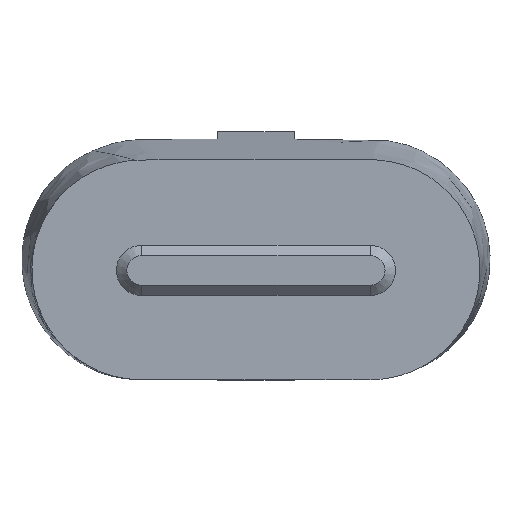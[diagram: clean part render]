
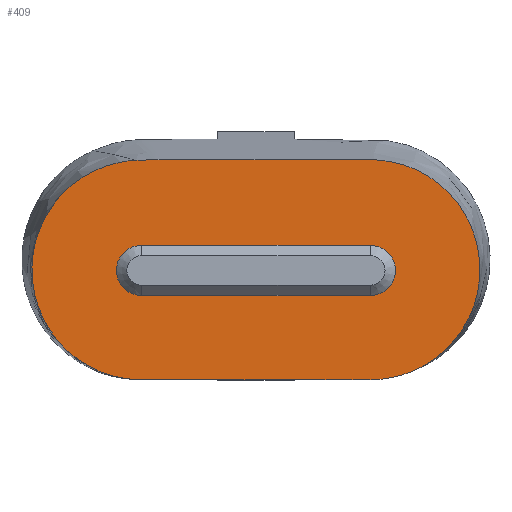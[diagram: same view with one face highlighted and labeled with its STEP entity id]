
A CAD part, top view. The second image highlights one B-rep face of the part: STEP entity #409.
In plain terms, the highlighted planar face has unit normal (0, 0, 1).
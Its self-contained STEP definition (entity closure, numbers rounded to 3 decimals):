
#21=CIRCLE('',#446,2.425);
#22=CIRCLE('',#450,2.425);
#26=FACE_BOUND('',#77,.T.);
#51=FACE_OUTER_BOUND('',#76,.T.);
#76=EDGE_LOOP('',(#355,#356));
#77=EDGE_LOOP('',(#357,#358,#359,#360));
#112=LINE('',#1130,#148);
#114=LINE('',#1137,#150);
#148=VECTOR('',#534,10.);
#150=VECTOR('',#544,10.);
#161=B_SPLINE_CURVE_WITH_KNOTS('',3,(#1014,#1015,#1016,#1017,#1018,#1019,
#1020,#1021,#1022,#1023,#1024,#1025,#1026,#1027,#1028,#1029,#1030,#1031,
#1032,#1033,#1034,#1035,#1036,#1037,#1038,#1039,#1040,#1041,#1042,#1043,
#1044,#1045,#1046,#1047,#1048,#1049,#1050,#1051),.UNSPECIFIED.,.F.,.F.,
(4,2,2,2,2,2,2,2,2,2,2,2,2,2,2,2,2,2,4),(0.097,0.118,
0.284,0.307,1.938,2.356,2.363,
2.364,2.364,2.365,2.777,3.188,
3.6,4.015,4.434,4.855,5.277,
5.546,5.719),.UNSPECIFIED.);
#164=B_SPLINE_CURVE_WITH_KNOTS('',3,(#1139,#1140,#1141,#1142,#1143,#1144,
#1145,#1146,#1147,#1148,#1149,#1150,#1151,#1152,#1153,#1154,#1155,#1156,
#1157,#1158,#1159,#1160,#1161,#1162,#1163,#1164,#1165,#1166,#1167,#1168,
#1169,#1170,#1171,#1172),.UNSPECIFIED.,.F.,.F.,(4,2,2,2,2,2,2,2,2,2,2,2,
2,2,2,2,4),(0.034,0.173,0.818,0.98,
0.981,0.981,0.981,1.15,
1.319,1.487,1.657,1.828,1.999,
2.17,2.277,2.33,2.331),
 .UNSPECIFIED.);
#179=VERTEX_POINT('',#1007);
#180=VERTEX_POINT('',#1013);
#197=VERTEX_POINT('',#1122);
#198=VERTEX_POINT('',#1124);
#199=VERTEX_POINT('',#1128);
#200=VERTEX_POINT('',#1133);
#220=EDGE_CURVE('',#180,#179,#161,.F.);
#249=EDGE_CURVE('',#198,#197,#21,.T.);
#252=EDGE_CURVE('',#197,#199,#112,.T.);
#254=EDGE_CURVE('',#199,#200,#22,.T.);
#255=EDGE_CURVE('',#200,#198,#114,.T.);
#256=EDGE_CURVE('',#179,#180,#164,.F.);
#355=ORIENTED_EDGE('',*,*,#220,.T.);
#356=ORIENTED_EDGE('',*,*,#256,.T.);
#357=ORIENTED_EDGE('',*,*,#252,.T.);
#358=ORIENTED_EDGE('',*,*,#254,.T.);
#359=ORIENTED_EDGE('',*,*,#255,.T.);
#360=ORIENTED_EDGE('',*,*,#249,.T.);
#386=PLANE('',#452);
#409=ADVANCED_FACE('',(#51,#26),#386,.T.);
#446=AXIS2_PLACEMENT_3D('',#1125,#528,#529);
#450=AXIS2_PLACEMENT_3D('',#1135,#540,#541);
#452=AXIS2_PLACEMENT_3D('',#1138,#545,#546);
#528=DIRECTION('center_axis',(0.,0.,
-1.));
#529=DIRECTION('ref_axis',(0.,-1.,0.));
#534=DIRECTION('',(-1.,0.,0.));
#540=DIRECTION('center_axis',(0.,0.,
-1.));
#541=DIRECTION('ref_axis',(0.,1.,0.));
#544=DIRECTION('',(1.,0.,0.));
#545=DIRECTION('center_axis',(0.,0.,
1.));
#546=DIRECTION('ref_axis',(1.,0.,0.));
#1007=CARTESIAN_POINT('',(-11.616,9.231,13.8));
#1013=CARTESIAN_POINT('',(10.919,-12.007,13.8));
#1014=CARTESIAN_POINT('Ctrl Pts',(-11.616,9.231,13.8));
#1015=CARTESIAN_POINT('Ctrl Pts',(-11.541,9.235,13.8));
#1016=CARTESIAN_POINT('Ctrl Pts',(-11.41,9.241,13.8));
#1017=CARTESIAN_POINT('Ctrl Pts',(-10.596,9.276,13.8));
#1018=CARTESIAN_POINT('Ctrl Pts',(-9.958,9.294,13.8));
#1019=CARTESIAN_POINT('Ctrl Pts',(-9.159,9.298,13.8));
#1020=CARTESIAN_POINT('Ctrl Pts',(-9.085,9.298,13.8));
#1021=CARTESIAN_POINT('Ctrl Pts',(-3.673,9.298,13.8));
#1022=CARTESIAN_POINT('Ctrl Pts',(1.662,9.298,13.8));
#1023=CARTESIAN_POINT('Ctrl Pts',(8.363,9.298,13.8));
#1024=CARTESIAN_POINT('Ctrl Pts',(9.728,9.307,13.8));
#1025=CARTESIAN_POINT('Ctrl Pts',(11.117,9.296,13.8));
#1026=CARTESIAN_POINT('Ctrl Pts',(11.141,9.296,13.8));
#1027=CARTESIAN_POINT('Ctrl Pts',(11.168,9.296,13.8));
#1028=CARTESIAN_POINT('Ctrl Pts',(11.172,9.296,13.8));
#1029=CARTESIAN_POINT('Ctrl Pts',(11.177,9.296,13.8));
#1030=CARTESIAN_POINT('Ctrl Pts',(11.178,9.296,13.8));
#1031=CARTESIAN_POINT('Ctrl Pts',(11.18,9.296,13.8));
#1032=CARTESIAN_POINT('Ctrl Pts',(11.182,9.296,13.8));
#1033=CARTESIAN_POINT('Ctrl Pts',(12.557,9.282,13.8));
#1034=CARTESIAN_POINT('Ctrl Pts',(13.914,9.,13.8));
#1035=CARTESIAN_POINT('Ctrl Pts',(16.441,7.936,13.8));
#1036=CARTESIAN_POINT('Ctrl Pts',(17.587,7.165,13.8));
#1037=CARTESIAN_POINT('Ctrl Pts',(19.526,5.227,13.8));
#1038=CARTESIAN_POINT('Ctrl Pts',(20.3,4.077,13.8));
#1039=CARTESIAN_POINT('Ctrl Pts',(21.373,1.538,13.8));
#1040=CARTESIAN_POINT('Ctrl Pts',(21.659,0.171,13.8));
#1041=CARTESIAN_POINT('Ctrl Pts',(21.694,-2.608,13.8));
#1042=CARTESIAN_POINT('Ctrl Pts',(21.438,-3.994,13.8));
#1043=CARTESIAN_POINT('Ctrl Pts',(20.405,-6.597,13.8));
#1044=CARTESIAN_POINT('Ctrl Pts',(19.635,-7.787,13.8));
#1045=CARTESIAN_POINT('Ctrl Pts',(17.676,-9.801,13.8));
#1046=CARTESIAN_POINT('Ctrl Pts',(16.508,-10.604,13.8));
#1047=CARTESIAN_POINT('Ctrl Pts',(14.392,-11.508,13.8));
#1048=CARTESIAN_POINT('Ctrl Pts',(13.527,-11.755,13.8));
#1049=CARTESIAN_POINT('Ctrl Pts',(12.07,-11.975,13.8));
#1050=CARTESIAN_POINT('Ctrl Pts',(11.495,-12.014,13.8));
#1051=CARTESIAN_POINT('Ctrl Pts',(10.919,-12.007,13.8));
#1122=CARTESIAN_POINT('',(11.07,-3.85,13.8));
#1124=CARTESIAN_POINT('',(11.07,1.,13.8));
#1125=CARTESIAN_POINT('Origin',(11.07,-1.425,13.8));
#1128=CARTESIAN_POINT('',(-11.075,-3.85,13.8));
#1130=CARTESIAN_POINT('',(-5.035,-3.85,13.8));
#1133=CARTESIAN_POINT('',(-11.075,1.,13.8));
#1135=CARTESIAN_POINT('Origin',(-11.075,-1.425,13.8));
#1137=CARTESIAN_POINT('',(6.038,1.,13.8));
#1138=CARTESIAN_POINT('Origin',(1.005,-1.75,13.8));
#1139=CARTESIAN_POINT('Ctrl Pts',(10.919,-12.007,13.8));
#1140=CARTESIAN_POINT('Ctrl Pts',(10.406,-12.,13.8));
#1141=CARTESIAN_POINT('Ctrl Pts',(9.748,-12.,13.8));
#1142=CARTESIAN_POINT('Ctrl Pts',(3.382,-12.,13.8));
#1143=CARTESIAN_POINT('Ctrl Pts',(-1.857,-12.,13.8));
#1144=CARTESIAN_POINT('Ctrl Pts',(-8.412,-12.,13.8));
#1145=CARTESIAN_POINT('Ctrl Pts',(-9.729,-12.,13.8));
#1146=CARTESIAN_POINT('Ctrl Pts',(-11.052,-12.,13.8));
#1147=CARTESIAN_POINT('Ctrl Pts',(-11.059,-12.,13.8));
#1148=CARTESIAN_POINT('Ctrl Pts',(-11.068,-12.,13.8));
#1149=CARTESIAN_POINT('Ctrl Pts',(-11.07,-12.,13.8));
#1150=CARTESIAN_POINT('Ctrl Pts',(-11.073,-12.,13.8));
#1151=CARTESIAN_POINT('Ctrl Pts',(-11.074,-12.,13.8));
#1152=CARTESIAN_POINT('Ctrl Pts',(-12.448,-12.,13.8));
#1153=CARTESIAN_POINT('Ctrl Pts',(-13.808,-11.732,13.8));
#1154=CARTESIAN_POINT('Ctrl Pts',(-16.344,-10.695,13.8));
#1155=CARTESIAN_POINT('Ctrl Pts',(-17.497,-9.938,13.8));
#1156=CARTESIAN_POINT('Ctrl Pts',(-19.454,-8.027,13.8));
#1157=CARTESIAN_POINT('Ctrl Pts',(-20.24,-6.89,13.8));
#1158=CARTESIAN_POINT('Ctrl Pts',(-21.341,-4.374,13.8));
#1159=CARTESIAN_POINT('Ctrl Pts',(-21.643,-3.016,13.8));
#1160=CARTESIAN_POINT('Ctrl Pts',(-21.714,-0.251,13.8));
#1161=CARTESIAN_POINT('Ctrl Pts',(-21.478,1.131,13.8));
#1162=CARTESIAN_POINT('Ctrl Pts',(-20.487,3.73,13.8));
#1163=CARTESIAN_POINT('Ctrl Pts',(-19.739,4.921,13.8));
#1164=CARTESIAN_POINT('Ctrl Pts',(-17.827,6.946,13.8));
#1165=CARTESIAN_POINT('Ctrl Pts',(-16.682,7.759,13.8));
#1166=CARTESIAN_POINT('Ctrl Pts',(-14.623,8.679,13.8));
#1167=CARTESIAN_POINT('Ctrl Pts',(-13.794,8.933,13.8));
#1168=CARTESIAN_POINT('Ctrl Pts',(-12.514,9.159,13.8));
#1169=CARTESIAN_POINT('Ctrl Pts',(-12.081,9.208,13.8));
#1170=CARTESIAN_POINT('Ctrl Pts',(-11.637,9.23,13.8));
#1171=CARTESIAN_POINT('Ctrl Pts',(-11.627,9.231,13.8));
#1172=CARTESIAN_POINT('Ctrl Pts',(-11.616,9.231,13.8));
